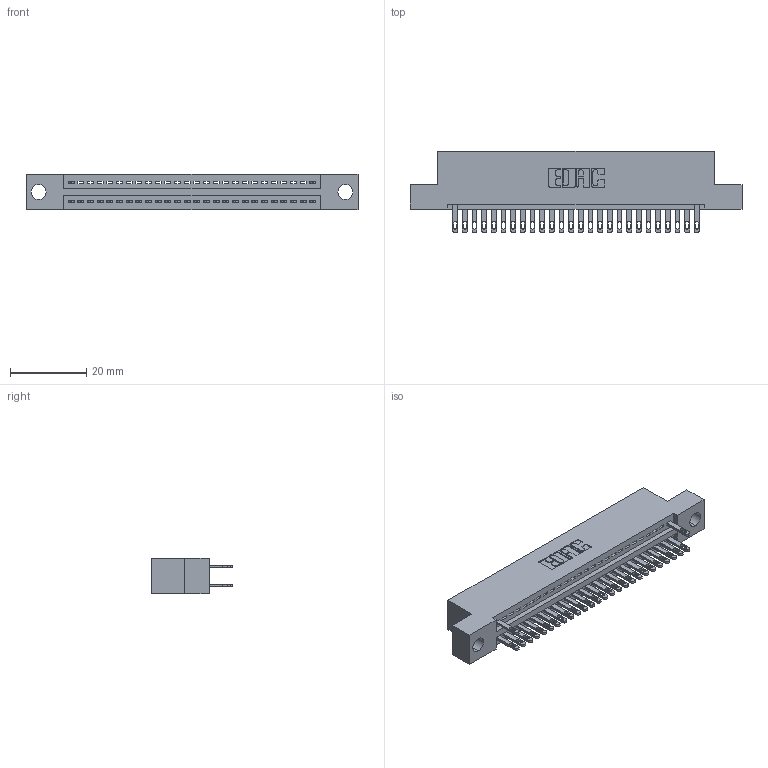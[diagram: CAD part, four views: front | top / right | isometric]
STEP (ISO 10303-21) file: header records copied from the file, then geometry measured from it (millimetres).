
FILE_DESCRIPTION (( 'STEP AP203' ), '1' );
FILE_NAME ('345-052-500-204.STEP', '2018-09-22T19:08:04', ( '' ), ( '' ), 'SwSTEP 2.0', 'SolidWorks 2016', '' );
FILE_SCHEMA (( 'CONFIG_CONTROL_DESIGN' ));
Length unit declared in the file: inch
Products named in the file (3): 345 Part_Flush Mounting Lugs - 0.156 Dia-TH; 345-292-001_345-293-100; 345-052-500-204
Assembly tree (29 placements, depth 2):
  345-052-500-204
    345 Part_Flush Mounting Lugs - 0.156 Dia-TH
    345-292-001_345-293-100  x28
Bounding box: 87.25 x 21.51 x 9.4 mm (x, y, z)
Volume: 8108.3 mm3; surface area: 10551 mm2
Topology: 29 solids, 29 shells, 1606 faces, 4937 edges, 3290 vertices
Faces by surface type: plane 1004, cylinder 602
Entity records: 21719 total; most frequent: CARTESIAN_POINT 3760, ORIENTED_EDGE 3718, DIRECTION 3311, EDGE_CURVE 1859, VECTOR 1619, LINE 1619, VERTEX_POINT 1238, AXIS2_PLACEMENT_3D 846
